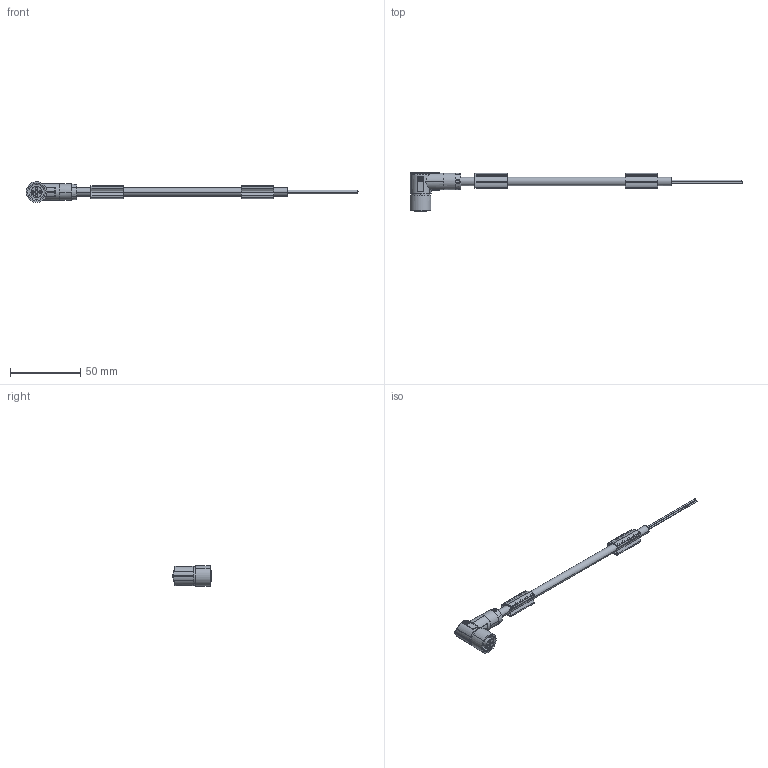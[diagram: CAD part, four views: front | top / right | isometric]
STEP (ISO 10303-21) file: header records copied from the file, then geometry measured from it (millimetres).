
FILE_DESCRIPTION(('SolidDesigner STEP Export'),'2;1');
FILE_NAME('1681059.stp','2011-12-01T 8:41:44',(''),(''),'CoCreate Modeling STEP processor for AP214 (Solid Model)','CoCreate Modeling 16.00A 16-Aug-2008 (C) Parametric Technology GmbH','');
FILE_SCHEMA(('AUTOMOTIVE_DESIGN { 1 0 10303 214 1 1 1 1 }'));
Length unit declared in the file: millimetre
Products named in the file (2): 1681059
Assembly tree (1 placements, depth 2):
  1681059
    1681059
Bounding box: 236.25 x 28 x 14.77 mm (x, y, z)
Volume: 11569.5 mm3; surface area: 9301.5 mm2
Topology: 1 solids, 1 shells, 309 faces, 842 edges, 556 vertices
Faces by surface type: cylinder 175, plane 107, cone 16, bspline 11
Entity records: 14644 total; most frequent: CARTESIAN_POINT 4802, ORIENTED_EDGE 1684, DIRECTION 1371, EDGE_CURVE 842, VERTEX_POINT 556, AXIS2_PLACEMENT_3D 489, VECTOR 393, LINE 393
